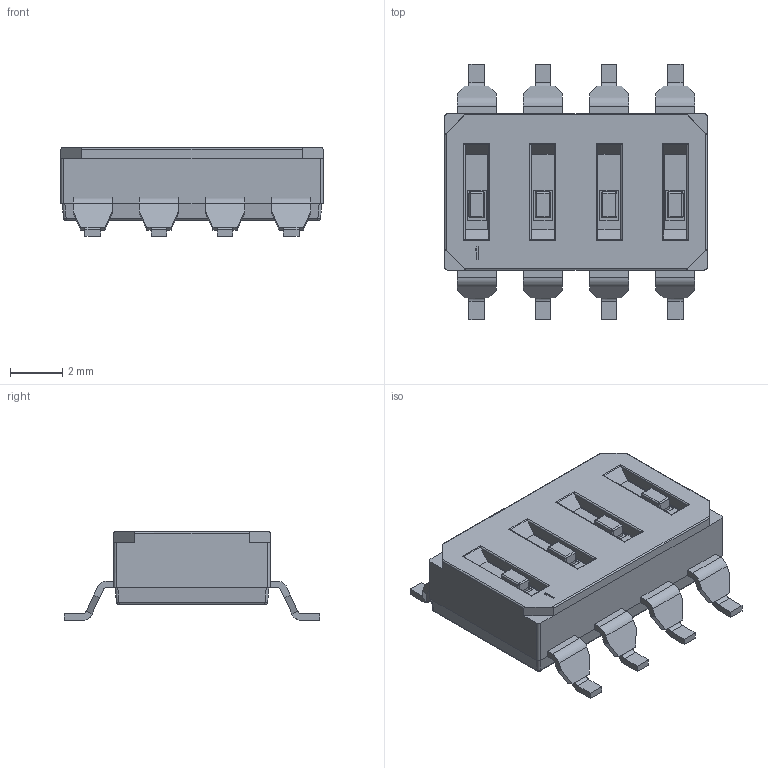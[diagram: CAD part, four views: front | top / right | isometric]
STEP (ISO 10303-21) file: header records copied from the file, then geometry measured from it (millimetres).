
FILE_DESCRIPTION(/* description */ (''),/* implementation_level */ '2;1');
FILE_NAME(/* name */ 'SW4POS',/* time_stamp */ '2024-12-12T14:58:46+01:00',/* author */ (''),/* organization */ (''),/* preprocessor_version */ 'ST-DEVELOPER v16.5',/* originating_system */ '',/* authorisation */ '');
FILE_SCHEMA (('AUTOMOTIVE_DESIGN'));
Length unit declared in the file: millimetre
Products named in the file (1): Document
Bounding box: 10.06 x 9.8 x 3.4 mm (x, y, z)
Volume: 167.6 mm3; surface area: 291.5 mm2
Topology: 13 solids, 13 shells, 377 faces, 927 edges, 586 vertices
Faces by surface type: bspline 377
Entity records: 23287 total; most frequent: CARTESIAN_POINT 11186, B_SPLINE_CURVE_WITH_KNOTS 2545, ORIENTED_EDGE 1854, PCURVE 1854, DEFINITIONAL_REPRESENTATION 1854, SURFACE_CURVE 927, EDGE_CURVE 927, VERTEX_POINT 586
